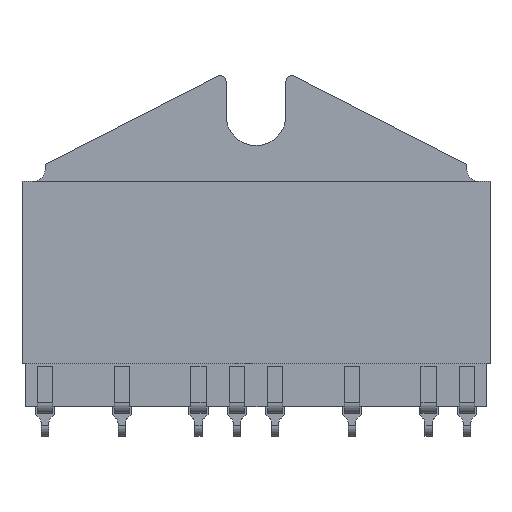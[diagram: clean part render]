
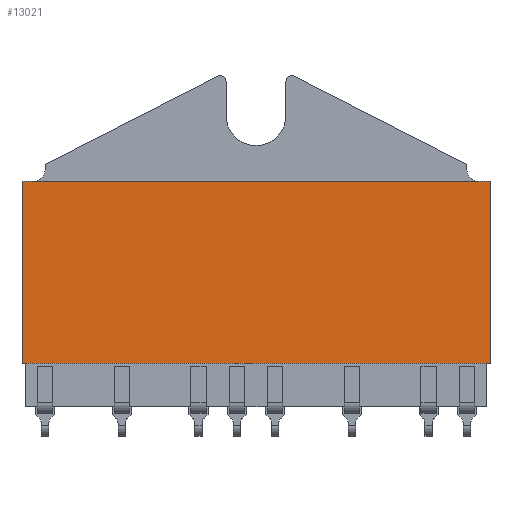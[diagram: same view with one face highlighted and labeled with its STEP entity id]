
A CAD part, top view. The second image highlights one B-rep face of the part: STEP entity #13021.
In plain terms, the highlighted planar face has unit normal (0, 0, 1).
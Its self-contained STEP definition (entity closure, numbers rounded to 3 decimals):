
#12982=CARTESIAN_POINT('',(0.,10.624,7.));
#12983=DIRECTION('',(0.0,0.0,-1.0));
#12984=DIRECTION('',(-1.0,0.0,0.0));
#12985=AXIS2_PLACEMENT_3D('',#12982,#12983,#12984);
#12986=PLANE('',#12985);
#12987=CARTESIAN_POINT('',(-15.494,16.657,7.));
#12988=VERTEX_POINT('',#12987);
#12989=CARTESIAN_POINT('',(-15.494,4.592,7.));
#12990=VERTEX_POINT('',#12989);
#12991=CARTESIAN_POINT('',(-15.494,16.657,7.));
#12992=DIRECTION('',(0.0,-1.0,0.0));
#12993=VECTOR('',#12992,12.065);
#12994=LINE('',#12991,#12993);
#12995=EDGE_CURVE('',#12988,#12990,#12994,.T.);
#12996=ORIENTED_EDGE('',*,*,#12995,.T.);
#12997=CARTESIAN_POINT('',(15.494,4.592,7.));
#12998=VERTEX_POINT('',#12997);
#12999=CARTESIAN_POINT('',(-15.494,4.592,7.));
#13000=DIRECTION('',(1.0,0.0,0.0));
#13001=VECTOR('',#13000,30.988);
#13002=LINE('',#12999,#13001);
#13003=EDGE_CURVE('',#12990,#12998,#13002,.T.);
#13004=ORIENTED_EDGE('',*,*,#13003,.T.);
#13005=CARTESIAN_POINT('',(15.494,16.657,7.));
#13006=VERTEX_POINT('',#13005);
#13007=CARTESIAN_POINT('',(15.494,4.592,7.));
#13008=DIRECTION('',(0.0,1.0,0.0));
#13009=VECTOR('',#13008,12.065);
#13010=LINE('',#13007,#13009);
#13011=EDGE_CURVE('',#12998,#13006,#13010,.T.);
#13012=ORIENTED_EDGE('',*,*,#13011,.T.);
#13013=CARTESIAN_POINT('',(15.494,16.657,7.));
#13014=DIRECTION('',(-1.0,0.0,0.0));
#13015=VECTOR('',#13014,30.988);
#13016=LINE('',#13013,#13015);
#13017=EDGE_CURVE('',#13006,#12988,#13016,.T.);
#13018=ORIENTED_EDGE('',*,*,#13017,.T.);
#13019=EDGE_LOOP('',(#12996,#13004,#13012,#13018));
#13020=FACE_OUTER_BOUND('',#13019,.T.);
#13021=ADVANCED_FACE('',(#13020),#12986,.F.);
